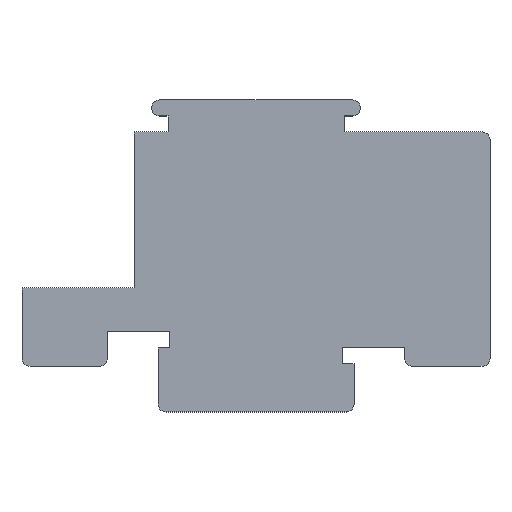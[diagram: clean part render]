
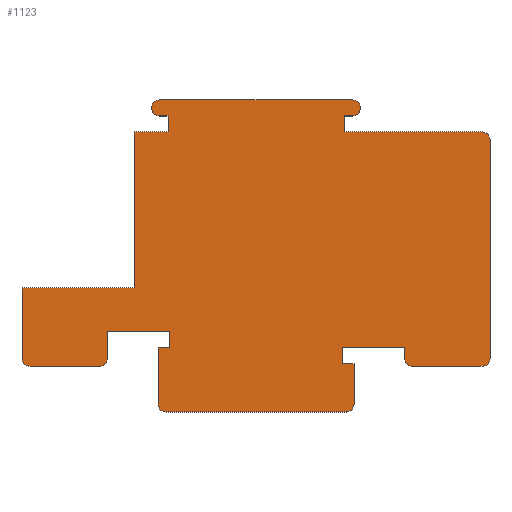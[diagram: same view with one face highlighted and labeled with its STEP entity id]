
A CAD part, top view. The second image highlights one B-rep face of the part: STEP entity #1123.
In plain terms, the highlighted planar face has unit normal (0, 0, 1).
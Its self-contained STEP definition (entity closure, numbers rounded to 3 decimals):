
#274=DIRECTION('',(1.,0.,0.));
#275=VECTOR('',#274,14.);
#276=CARTESIAN_POINT('',(-29.25,15.5,0.5));
#277=LINE('',#276,#275);
#278=DIRECTION('',(0.,-1.,0.));
#279=VECTOR('',#278,19.5);
#280=CARTESIAN_POINT('',(-15.25,35.,0.5));
#281=LINE('',#280,#279);
#282=DIRECTION('',(-1.,0.,0.));
#283=VECTOR('',#282,4.25);
#284=CARTESIAN_POINT('',(-11.,35.,0.5));
#285=LINE('',#284,#283);
#286=DIRECTION('',(0.,-1.,0.));
#287=VECTOR('',#286,2.);
#288=CARTESIAN_POINT('',(-11.,37.,0.5));
#289=LINE('',#288,#287);
#290=DIRECTION('',(1.,0.,0.));
#291=VECTOR('',#290,1.05);
#292=CARTESIAN_POINT('',(-12.05,37.,0.5));
#293=LINE('',#292,#291);
#294=CARTESIAN_POINT('',(-12.05,38.,0.5));
#295=DIRECTION('',(0.,0.,1.));
#296=DIRECTION('',(0.,1.,0.));
#297=AXIS2_PLACEMENT_3D('',#294,#295,#296);
#299=DIRECTION('',(-1.,0.,0.));
#300=VECTOR('',#299,24.1);
#301=CARTESIAN_POINT('',(12.05,39.,0.5));
#302=LINE('',#301,#300);
#303=CARTESIAN_POINT('',(12.05,38.,0.5));
#304=DIRECTION('',(0.,0.,1.));
#305=DIRECTION('',(0.,-1.,0.));
#306=AXIS2_PLACEMENT_3D('',#303,#304,#305);
#308=DIRECTION('',(1.,0.,0.));
#309=VECTOR('',#308,1.05);
#310=CARTESIAN_POINT('',(11.,37.,0.5));
#311=LINE('',#310,#309);
#312=DIRECTION('',(0.,1.,0.));
#313=VECTOR('',#312,2.);
#314=CARTESIAN_POINT('',(11.,35.,0.5));
#315=LINE('',#314,#313);
#316=DIRECTION('',(-1.,0.,0.));
#317=VECTOR('',#316,17.25);
#318=CARTESIAN_POINT('',(28.25,35.,0.5));
#319=LINE('',#318,#317);
#320=CARTESIAN_POINT('',(28.25,34.,0.5));
#321=DIRECTION('',(0.,0.,1.));
#322=DIRECTION('',(1.,0.,0.));
#323=AXIS2_PLACEMENT_3D('',#320,#321,#322);
#325=DIRECTION('',(0.,1.,0.));
#326=VECTOR('',#325,27.3);
#327=CARTESIAN_POINT('',(29.25,6.7,0.5));
#328=LINE('',#327,#326);
#329=CARTESIAN_POINT('',(28.25,6.7,0.5));
#330=DIRECTION('',(0.,0.,1.));
#331=DIRECTION('',(0.,-1.,0.));
#332=AXIS2_PLACEMENT_3D('',#329,#330,#331);
#334=DIRECTION('',(1.,0.,0.));
#335=VECTOR('',#334,8.65);
#336=CARTESIAN_POINT('',(19.6,5.7,0.5));
#337=LINE('',#336,#335);
#338=CARTESIAN_POINT('',(19.6,6.7,0.5));
#339=DIRECTION('',(0.,0.,1.));
#340=DIRECTION('',(-1.,0.,0.));
#341=AXIS2_PLACEMENT_3D('',#338,#339,#340);
#343=DIRECTION('',(0.,-1.,0.));
#344=VECTOR('',#343,1.4);
#345=CARTESIAN_POINT('',(18.6,8.1,0.5));
#346=LINE('',#345,#344);
#347=DIRECTION('',(1.,0.,0.));
#348=VECTOR('',#347,7.8);
#349=CARTESIAN_POINT('',(10.8,8.1,0.5));
#350=LINE('',#349,#348);
#351=DIRECTION('',(0.,1.,0.));
#352=VECTOR('',#351,2.1);
#353=CARTESIAN_POINT('',(10.8,6.,0.5));
#354=LINE('',#353,#352);
#355=DIRECTION('',(-1.,0.,0.));
#356=VECTOR('',#355,1.45);
#357=CARTESIAN_POINT('',(12.25,6.,0.5));
#358=LINE('',#357,#356);
#359=DIRECTION('',(0.,1.,0.));
#360=VECTOR('',#359,5.);
#361=CARTESIAN_POINT('',(12.25,1.,0.5));
#362=LINE('',#361,#360);
#363=CARTESIAN_POINT('',(11.25,1.,0.5));
#364=DIRECTION('',(0.,0.,1.));
#365=DIRECTION('',(0.,-1.,0.));
#366=AXIS2_PLACEMENT_3D('',#363,#364,#365);
#368=DIRECTION('',(1.,0.,0.));
#369=VECTOR('',#368,22.5);
#370=CARTESIAN_POINT('',(-11.25,0.,0.5));
#371=LINE('',#370,#369);
#372=CARTESIAN_POINT('',(-11.25,1.,0.5));
#373=DIRECTION('',(0.,0.,1.));
#374=DIRECTION('',(-1.,0.,0.));
#375=AXIS2_PLACEMENT_3D('',#372,#373,#374);
#377=DIRECTION('',(0.,-1.,0.));
#378=VECTOR('',#377,7.);
#379=CARTESIAN_POINT('',(-12.25,8.,0.5));
#380=LINE('',#379,#378);
#381=DIRECTION('',(-1.,0.,0.));
#382=VECTOR('',#381,1.45);
#383=CARTESIAN_POINT('',(-10.8,8.,0.5));
#384=LINE('',#383,#382);
#385=DIRECTION('',(0.,-1.,0.));
#386=VECTOR('',#385,2.1);
#387=CARTESIAN_POINT('',(-10.8,10.1,0.5));
#388=LINE('',#387,#386);
#389=DIRECTION('',(1.,0.,0.));
#390=VECTOR('',#389,7.8);
#391=CARTESIAN_POINT('',(-18.6,10.1,0.5));
#392=LINE('',#391,#390);
#393=DIRECTION('',(0.,1.,0.));
#394=VECTOR('',#393,3.4);
#395=CARTESIAN_POINT('',(-18.6,6.7,0.5));
#396=LINE('',#395,#394);
#397=CARTESIAN_POINT('',(-19.6,6.7,0.5));
#398=DIRECTION('',(0.,0.,1.));
#399=DIRECTION('',(0.,-1.,0.));
#400=AXIS2_PLACEMENT_3D('',#397,#398,#399);
#402=DIRECTION('',(1.,0.,0.));
#403=VECTOR('',#402,8.65);
#404=CARTESIAN_POINT('',(-28.25,5.7,0.5));
#405=LINE('',#404,#403);
#406=CARTESIAN_POINT('',(-28.25,6.7,0.5));
#407=DIRECTION('',(0.,0.,1.));
#408=DIRECTION('',(-1.,0.,0.));
#409=AXIS2_PLACEMENT_3D('',#406,#407,#408);
#411=DIRECTION('',(0.,-1.,0.));
#412=VECTOR('',#411,8.8);
#413=CARTESIAN_POINT('',(-29.25,15.5,0.5));
#414=LINE('',#413,#412);
#435=CARTESIAN_POINT('',(12.25,6.,0.5));
#436=CARTESIAN_POINT('',(10.8,6.,0.5));
#437=VERTEX_POINT('',#435);
#438=VERTEX_POINT('',#436);
#439=CARTESIAN_POINT('',(10.8,8.1,0.5));
#440=VERTEX_POINT('',#439);
#441=CARTESIAN_POINT('',(18.6,8.1,0.5));
#442=VERTEX_POINT('',#441);
#443=CARTESIAN_POINT('',(12.05,39.,0.5));
#444=CARTESIAN_POINT('',(-12.05,39.,0.5));
#445=VERTEX_POINT('',#443);
#446=VERTEX_POINT('',#444);
#447=CARTESIAN_POINT('',(-18.6,10.1,0.5));
#448=CARTESIAN_POINT('',(-10.8,10.1,0.5));
#449=VERTEX_POINT('',#447);
#450=VERTEX_POINT('',#448);
#451=CARTESIAN_POINT('',(-10.8,8.,0.5));
#452=VERTEX_POINT('',#451);
#453=CARTESIAN_POINT('',(-12.25,8.,0.5));
#454=VERTEX_POINT('',#453);
#467=CARTESIAN_POINT('',(11.,35.,0.5));
#468=CARTESIAN_POINT('',(11.,37.,0.5));
#469=VERTEX_POINT('',#467);
#470=VERTEX_POINT('',#468);
#471=CARTESIAN_POINT('',(12.05,37.,0.5));
#472=VERTEX_POINT('',#471);
#473=CARTESIAN_POINT('',(-12.05,37.,0.5));
#474=VERTEX_POINT('',#473);
#475=CARTESIAN_POINT('',(-11.,37.,0.5));
#476=VERTEX_POINT('',#475);
#477=CARTESIAN_POINT('',(-11.,35.,0.5));
#478=VERTEX_POINT('',#477);
#483=CARTESIAN_POINT('',(-29.25,6.7,0.5));
#484=VERTEX_POINT('',#483);
#485=CARTESIAN_POINT('',(-28.25,5.7,0.5));
#486=VERTEX_POINT('',#485);
#491=CARTESIAN_POINT('',(-19.6,5.7,0.5));
#492=VERTEX_POINT('',#491);
#493=CARTESIAN_POINT('',(-18.6,6.7,0.5));
#494=VERTEX_POINT('',#493);
#499=CARTESIAN_POINT('',(-12.25,1.,0.5));
#500=VERTEX_POINT('',#499);
#501=CARTESIAN_POINT('',(-11.25,0.,0.5));
#502=VERTEX_POINT('',#501);
#507=CARTESIAN_POINT('',(11.25,0.,0.5));
#508=VERTEX_POINT('',#507);
#509=CARTESIAN_POINT('',(12.25,1.,0.5));
#510=VERTEX_POINT('',#509);
#515=CARTESIAN_POINT('',(18.6,6.7,0.5));
#516=VERTEX_POINT('',#515);
#517=CARTESIAN_POINT('',(19.6,5.7,0.5));
#518=VERTEX_POINT('',#517);
#523=CARTESIAN_POINT('',(28.25,5.7,0.5));
#524=VERTEX_POINT('',#523);
#525=CARTESIAN_POINT('',(29.25,6.7,0.5));
#526=VERTEX_POINT('',#525);
#531=CARTESIAN_POINT('',(29.25,34.,0.5));
#532=VERTEX_POINT('',#531);
#533=CARTESIAN_POINT('',(28.25,35.,0.5));
#534=VERTEX_POINT('',#533);
#541=CARTESIAN_POINT('',(-29.25,15.5,0.5));
#542=CARTESIAN_POINT('',(-15.25,15.5,0.5));
#543=VERTEX_POINT('',#541);
#544=VERTEX_POINT('',#542);
#545=CARTESIAN_POINT('',(-15.25,35.,0.5));
#546=VERTEX_POINT('',#545);
#1083=CARTESIAN_POINT('',(0.,0.,0.5));
#1084=DIRECTION('',(0.,0.,1.));
#1085=DIRECTION('',(1.,0.,0.));
#1086=AXIS2_PLACEMENT_3D('',#1083,#1084,#1085);
#1087=PLANE('',#1086);
#1088=ORIENTED_EDGE('',*,*,#629,.T.);
#1089=ORIENTED_EDGE('',*,*,#644,.F.);
#1090=ORIENTED_EDGE('',*,*,#659,.F.);
#1091=ORIENTED_EDGE('',*,*,#672,.F.);
#1092=ORIENTED_EDGE('',*,*,#686,.F.);
#1093=ORIENTED_EDGE('',*,*,#700,.F.);
#1094=ORIENTED_EDGE('',*,*,#714,.F.);
#1095=ORIENTED_EDGE('',*,*,#728,.F.);
#1096=ORIENTED_EDGE('',*,*,#742,.F.);
#1097=ORIENTED_EDGE('',*,*,#756,.F.);
#1098=ORIENTED_EDGE('',*,*,#769,.F.);
#1099=ORIENTED_EDGE('',*,*,#784,.F.);
#1100=ORIENTED_EDGE('',*,*,#797,.F.);
#1101=ORIENTED_EDGE('',*,*,#812,.F.);
#1102=ORIENTED_EDGE('',*,*,#825,.F.);
#1103=ORIENTED_EDGE('',*,*,#840,.F.);
#1104=ORIENTED_EDGE('',*,*,#855,.F.);
#1105=ORIENTED_EDGE('',*,*,#868,.F.);
#1106=ORIENTED_EDGE('',*,*,#882,.F.);
#1107=ORIENTED_EDGE('',*,*,#896,.F.);
#1108=ORIENTED_EDGE('',*,*,#909,.F.);
#1109=ORIENTED_EDGE('',*,*,#924,.F.);
#1110=ORIENTED_EDGE('',*,*,#937,.F.);
#1111=ORIENTED_EDGE('',*,*,#952,.F.);
#1112=ORIENTED_EDGE('',*,*,#967,.F.);
#1113=ORIENTED_EDGE('',*,*,#980,.F.);
#1114=ORIENTED_EDGE('',*,*,#994,.F.);
#1115=ORIENTED_EDGE('',*,*,#1008,.F.);
#1116=ORIENTED_EDGE('',*,*,#1021,.F.);
#1117=ORIENTED_EDGE('',*,*,#1036,.F.);
#1118=ORIENTED_EDGE('',*,*,#1049,.F.);
#1119=ORIENTED_EDGE('',*,*,#1064,.F.);
#1120=ORIENTED_EDGE('',*,*,#1076,.F.);
#1121=EDGE_LOOP('',(#1088,#1089,#1090,#1091,#1092,#1093,#1094,#1095,#1096,#1097,
#1098,#1099,#1100,#1101,#1102,#1103,#1104,#1105,#1106,#1107,#1108,#1109,#1110,
#1111,#1112,#1113,#1114,#1115,#1116,#1117,#1118,#1119,#1120));
#1122=FACE_OUTER_BOUND('',#1121,.F.);
#1123=ADVANCED_FACE('',(#1122),#1087,.T.);
#298=CIRCLE('',#297,1.);
#307=CIRCLE('',#306,1.);
#324=CIRCLE('',#323,1.);
#333=CIRCLE('',#332,1.);
#342=CIRCLE('',#341,1.);
#367=CIRCLE('',#366,1.);
#376=CIRCLE('',#375,1.);
#401=CIRCLE('',#400,1.);
#410=CIRCLE('',#409,1.);
#629=EDGE_CURVE('',#543,#544,#277,.T.);
#644=EDGE_CURVE('',#546,#544,#281,.T.);
#659=EDGE_CURVE('',#478,#546,#285,.T.);
#672=EDGE_CURVE('',#476,#478,#289,.T.);
#686=EDGE_CURVE('',#474,#476,#293,.T.);
#700=EDGE_CURVE('',#446,#474,#298,.T.);
#714=EDGE_CURVE('',#445,#446,#302,.T.);
#728=EDGE_CURVE('',#472,#445,#307,.T.);
#742=EDGE_CURVE('',#470,#472,#311,.T.);
#756=EDGE_CURVE('',#469,#470,#315,.T.);
#769=EDGE_CURVE('',#534,#469,#319,.T.);
#784=EDGE_CURVE('',#532,#534,#324,.T.);
#797=EDGE_CURVE('',#526,#532,#328,.T.);
#812=EDGE_CURVE('',#524,#526,#333,.T.);
#825=EDGE_CURVE('',#518,#524,#337,.T.);
#840=EDGE_CURVE('',#516,#518,#342,.T.);
#855=EDGE_CURVE('',#442,#516,#346,.T.);
#868=EDGE_CURVE('',#440,#442,#350,.T.);
#882=EDGE_CURVE('',#438,#440,#354,.T.);
#896=EDGE_CURVE('',#437,#438,#358,.T.);
#909=EDGE_CURVE('',#510,#437,#362,.T.);
#924=EDGE_CURVE('',#508,#510,#367,.T.);
#937=EDGE_CURVE('',#502,#508,#371,.T.);
#952=EDGE_CURVE('',#500,#502,#376,.T.);
#967=EDGE_CURVE('',#454,#500,#380,.T.);
#980=EDGE_CURVE('',#452,#454,#384,.T.);
#994=EDGE_CURVE('',#450,#452,#388,.T.);
#1008=EDGE_CURVE('',#449,#450,#392,.T.);
#1021=EDGE_CURVE('',#494,#449,#396,.T.);
#1036=EDGE_CURVE('',#492,#494,#401,.T.);
#1049=EDGE_CURVE('',#486,#492,#405,.T.);
#1064=EDGE_CURVE('',#484,#486,#410,.T.);
#1076=EDGE_CURVE('',#543,#484,#414,.T.);
